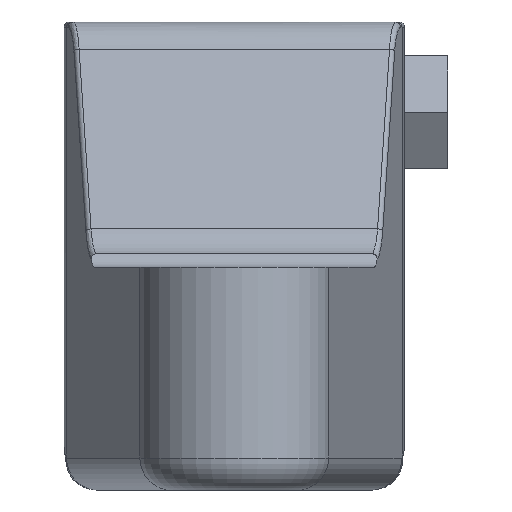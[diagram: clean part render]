
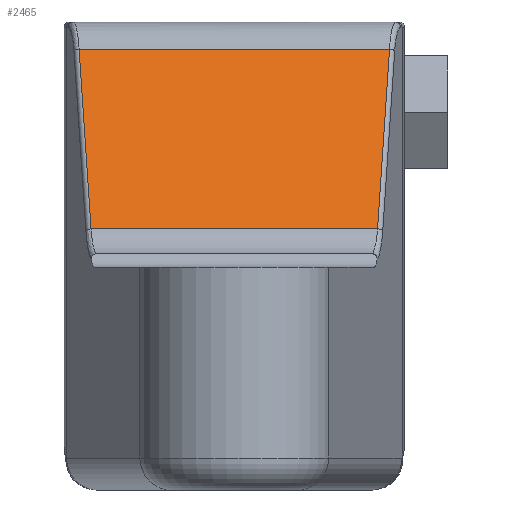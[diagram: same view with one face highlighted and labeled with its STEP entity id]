
A CAD part, front view. The second image highlights one B-rep face of the part: STEP entity #2465.
In plain terms, the highlighted planar face has unit normal (0, -0.932, 0.361).
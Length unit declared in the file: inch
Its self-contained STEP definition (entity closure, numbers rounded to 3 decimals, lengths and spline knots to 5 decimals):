
#451=DIRECTION('',(-1.,0.,0.));
#452=VECTOR('',#451,1.82416);
#453=CARTESIAN_POINT('',(0.91208,-0.85813,
2.59027));
#454=LINE('',#453,#452);
#467=DIRECTION('',(-1.,0.,0.));
#468=VECTOR('',#467,1.68396);
#469=CARTESIAN_POINT('',(0.84198,-1.26687,1.53473));
#470=LINE('',#469,#468);
#567=DIRECTION('',(0.062,0.36,0.931));
#568=VECTOR('',#567,1.13409);
#569=CARTESIAN_POINT('',(0.84198,-1.26687,1.53473));
#570=LINE('',#569,#568);
#1587=DIRECTION('',(0.062,-0.36,-0.931));
#1588=VECTOR('',#1587,1.13409);
#1589=CARTESIAN_POINT('',(-0.91208,-0.85813,
2.59027));
#1590=LINE('',#1589,#1588);
#1924=CARTESIAN_POINT('',(0.84198,-1.26687,
1.53473));
#1925=CARTESIAN_POINT('',(-0.84198,-1.26687,
1.53473));
#1926=VERTEX_POINT('',#1924);
#1927=VERTEX_POINT('',#1925);
#1928=CARTESIAN_POINT('',(0.91208,-0.85813,
2.59027));
#1929=CARTESIAN_POINT('',(-0.91208,-0.85813,
2.59027));
#1930=VERTEX_POINT('',#1928);
#1931=VERTEX_POINT('',#1929);
#2451=CARTESIAN_POINT('',(1.2,-1.26687,1.53473));
#2452=DIRECTION('',(0.,0.933,-0.361));
#2453=DIRECTION('',(0.,0.361,0.933));
#2454=AXIS2_PLACEMENT_3D('',#2451,#2452,#2453);
#2455=PLANE('',#2454);
#2457=ORIENTED_EDGE('',*,*,#2456,.T.);
#2459=ORIENTED_EDGE('',*,*,#2458,.F.);
#2460=ORIENTED_EDGE('',*,*,#2439,.F.);
#2462=ORIENTED_EDGE('',*,*,#2461,.F.);
#2463=EDGE_LOOP('',(#2457,#2459,#2460,#2462));
#2464=FACE_OUTER_BOUND('',#2463,.F.);
#2465=ADVANCED_FACE('',(#2464),#2455,.F.);
#2439=EDGE_CURVE('',#1930,#1931,#454,.T.);
#2456=EDGE_CURVE('',#1926,#1927,#470,.T.);
#2458=EDGE_CURVE('',#1931,#1927,#1590,.T.);
#2461=EDGE_CURVE('',#1926,#1930,#570,.T.);
